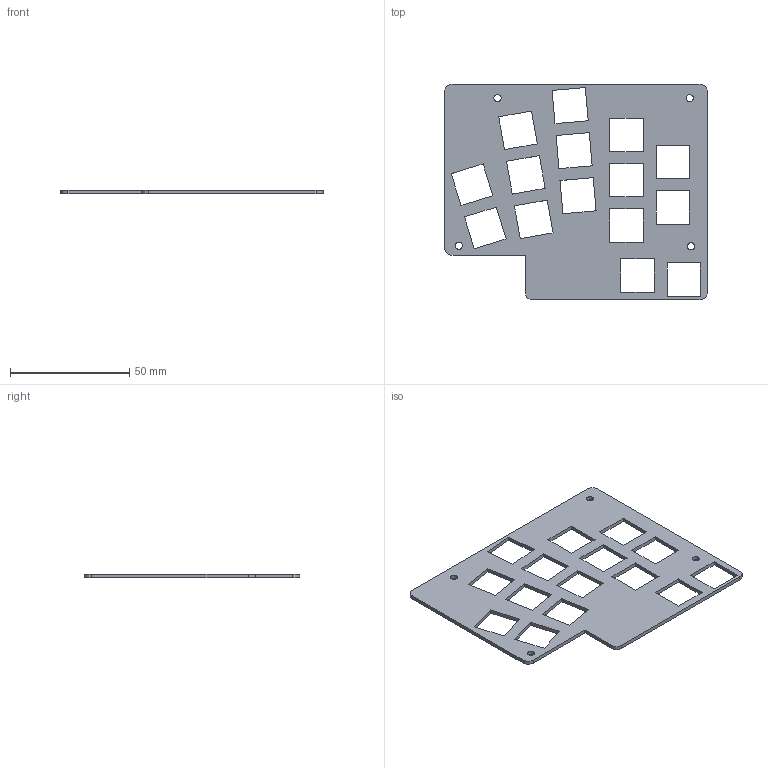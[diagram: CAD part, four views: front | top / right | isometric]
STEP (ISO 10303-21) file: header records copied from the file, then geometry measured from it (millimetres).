
FILE_DESCRIPTION(('KiCad electronic assembly'),'2;1');
FILE_NAME('top.step','2023-01-25T10:04:30',('Pcbnew'),('Kicad'), 'Open CASCADE STEP processor 7.6','KiCad to STEP converter','Unknown' );
FILE_SCHEMA(('AUTOMOTIVE_DESIGN { 1 0 10303 214 1 1 1 1 }'));
Length unit declared in the file: millimetre
Products named in the file (2): top 1; plate PCB
Assembly tree (1 placements, depth 2):
  top 1
    plate PCB
Bounding box: 110.19 x 90.62 x 1.6 mm (x, y, z)
Volume: 10201.4 mm3; surface area: 14788.4 mm2
Topology: 1 solids, 1 shells, 77 faces, 225 edges, 150 vertices
Faces by surface type: plane 68, cylinder 9
Full cylindrical faces by diameter (mm): 3 x4
Entity records: 5565 total; most frequent: CARTESIAN_POINT 904, DIRECTION 851, LINE 639, VECTOR 639, ORIENTED_EDGE 450, PCURVE 450, DEFINITIONAL_REPRESENTATION 450, EDGE_CURVE 225
